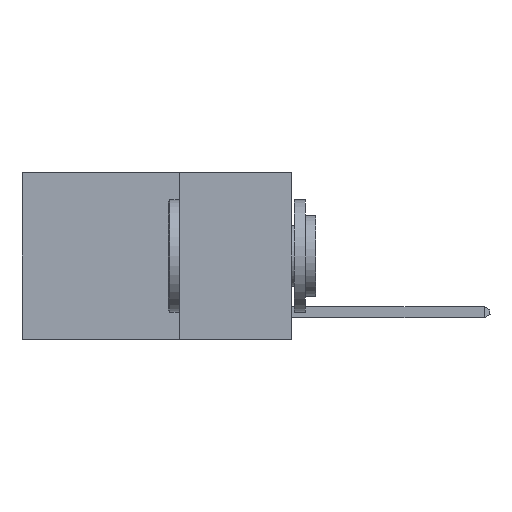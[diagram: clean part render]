
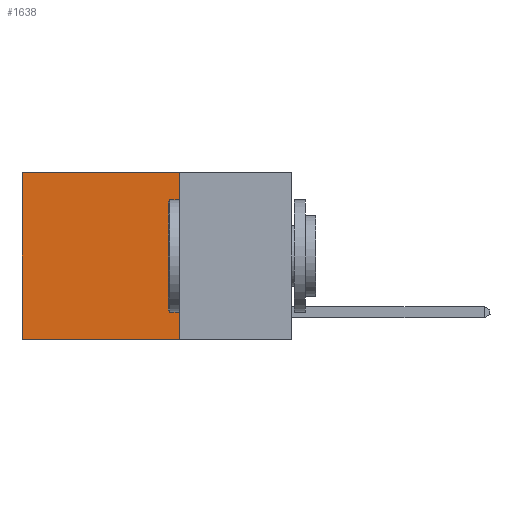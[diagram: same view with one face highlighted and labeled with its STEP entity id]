
A CAD part, left-side view. The second image highlights one B-rep face of the part: STEP entity #1638.
In plain terms, the highlighted planar face has unit normal (-1, 0, 0).
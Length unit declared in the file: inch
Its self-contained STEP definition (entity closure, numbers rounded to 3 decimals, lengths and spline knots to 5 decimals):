
#565 = CARTESIAN_POINT ( 'NONE',  ( 0.2625, 0.25, -0.37 ) ) ;
#1232 = VECTOR ( 'NONE', #16114, 39.37008 ) ;
#1433 = EDGE_LOOP ( 'NONE', ( #18582, #19806, #19066, #6234 ) ) ;
#1638 = ADVANCED_FACE ( 'NONE', ( #8546 ), #14446, .F. ) ;
#1917 = CARTESIAN_POINT ( 'NONE',  ( 0.2625, 0.25, -0.37 ) ) ;
#2239 = DIRECTION ( 'NONE',  ( 0., 1., 0. ) ) ;
#3095 = CARTESIAN_POINT ( 'NONE',  ( 0.2625, 0.6, 0. ) ) ;
#3538 = CARTESIAN_POINT ( 'NONE',  ( 0.2625, 0.25, 0. ) ) ;
#4933 = EDGE_CURVE ( 'NONE', #19982, #12115, #7618, .T. ) ;
#5149 = LINE ( 'NONE', #565, #18583 ) ;
#5919 = DIRECTION ( 'NONE',  ( 0., 0., -1. ) ) ;
#6234 = ORIENTED_EDGE ( 'NONE', *, *, #6419, .T. ) ;
#6419 = EDGE_CURVE ( 'NONE', #19982, #14463, #17539, .T. ) ;
#7136 = VECTOR ( 'NONE', #5919, 39.37008 ) ;
#7618 = LINE ( 'NONE', #13636, #7136 ) ;
#7876 = VERTEX_POINT ( 'NONE', #19757 ) ;
#8179 = VECTOR ( 'NONE', #10372, 39.37008 ) ;
#8546 = FACE_OUTER_BOUND ( 'NONE', #1433, .T. ) ;
#9168 = LINE ( 'NONE', #18072, #8179 ) ;
#10262 = EDGE_CURVE ( 'NONE', #14463, #7876, #9168, .T. ) ;
#10372 = DIRECTION ( 'NONE',  ( 0., 0., -1. ) ) ;
#12115 = VERTEX_POINT ( 'NONE', #1917 ) ;
#13636 = CARTESIAN_POINT ( 'NONE',  ( 0.2625, 0.25, 0. ) ) ;
#13686 = AXIS2_PLACEMENT_3D ( 'NONE', #14523, #14380, #14354 ) ;
#14354 = DIRECTION ( 'NONE',  ( 0., 0., -1. ) ) ;
#14380 = DIRECTION ( 'NONE',  ( 1., 0., 0. ) ) ;
#14446 = PLANE ( 'NONE',  #13686 ) ;
#14463 = VERTEX_POINT ( 'NONE', #3095 ) ;
#14523 = CARTESIAN_POINT ( 'NONE',  ( 0.2625, 0.25, 0. ) ) ;
#16114 = DIRECTION ( 'NONE',  ( 0., 1., 0. ) ) ;
#17539 = LINE ( 'NONE', #3538, #1232 ) ;
#18072 = CARTESIAN_POINT ( 'NONE',  ( 0.2625, 0.6, 0. ) ) ;
#18582 = ORIENTED_EDGE ( 'NONE', *, *, #10262, .T. ) ;
#18583 = VECTOR ( 'NONE', #2239, 39.37008 ) ;
#18992 = EDGE_CURVE ( 'NONE', #12115, #7876, #5149, .T. ) ;
#19066 = ORIENTED_EDGE ( 'NONE', *, *, #4933, .F. ) ;
#19757 = CARTESIAN_POINT ( 'NONE',  ( 0.2625, 0.6, -0.37 ) ) ;
#19806 = ORIENTED_EDGE ( 'NONE', *, *, #18992, .F. ) ;
#19982 = VERTEX_POINT ( 'NONE', #20279 ) ;
#20279 = CARTESIAN_POINT ( 'NONE',  ( 0.2625, 0.25, 0. ) ) ;
